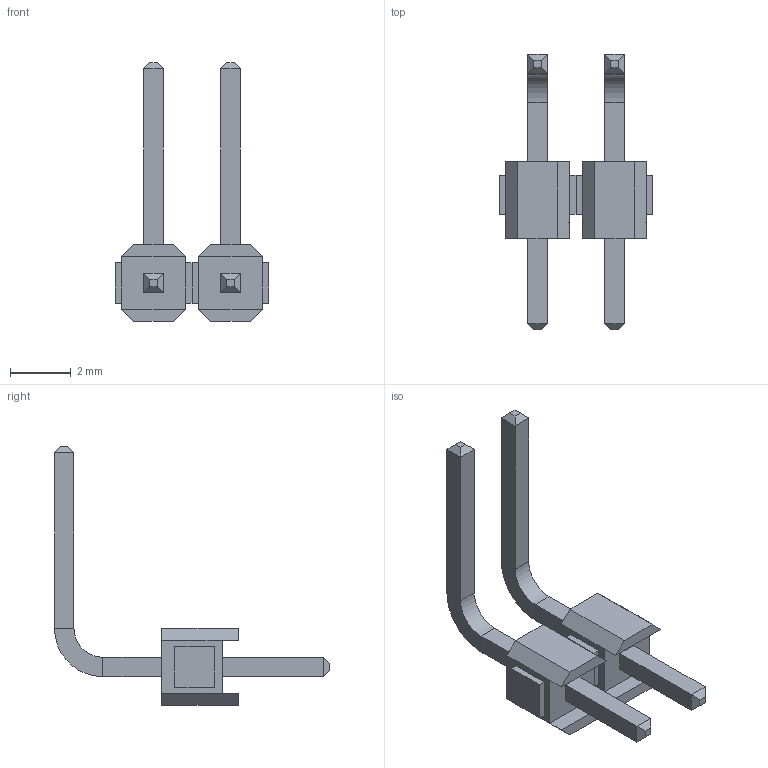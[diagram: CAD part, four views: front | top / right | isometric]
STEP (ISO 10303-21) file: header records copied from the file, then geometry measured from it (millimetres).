
FILE_DESCRIPTION (( 'STEP AP214' ), '1' );
FILE_NAME ('PLSR-02.STEP', '2019-06-28T12:08:51', ( '' ), ( '' ), 'SwSTEP 2.0', 'SolidWorks 2018', '' );
FILE_SCHEMA (( 'AUTOMOTIVE_DESIGN' ));
Length unit declared in the file: millimetre
Products named in the file (1): PLSR-02
Bounding box: 5.08 x 9.07 x 8.54 mm (x, y, z)
Volume: 33.9 mm3; surface area: 137 mm2
Topology: 4 solids, 4 shells, 102 faces, 224 edges, 136 vertices
Faces by surface type: plane 98, cylinder 4
Entity records: 3879 total; most frequent: CARTESIAN_POINT 463, ORIENTED_EDGE 448, DIRECTION 438, EDGE_CURVE 224, LINE 216, VECTOR 216, VERTEX_POINT 136, AXIS2_PLACEMENT_3D 111
